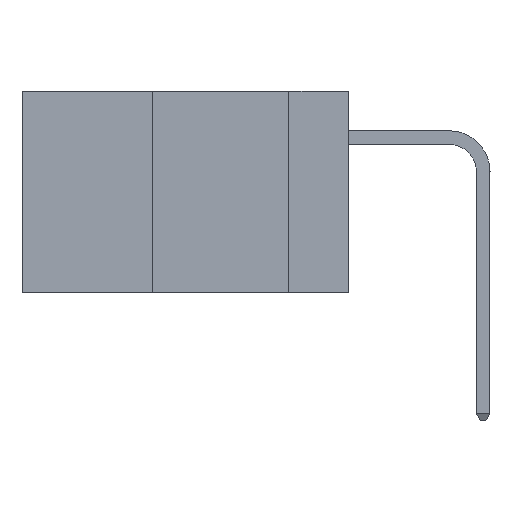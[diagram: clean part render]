
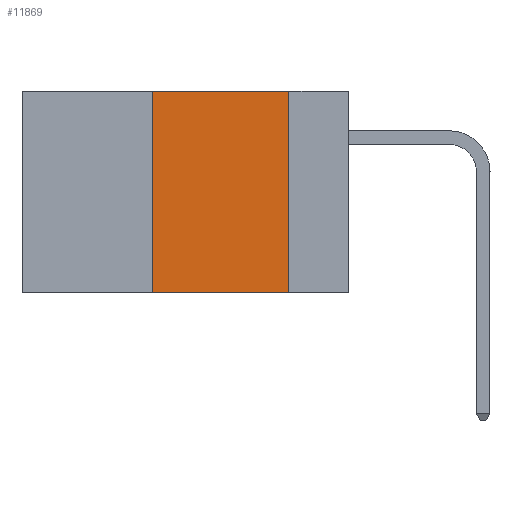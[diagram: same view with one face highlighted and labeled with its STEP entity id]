
A CAD part, left-side view. The second image highlights one B-rep face of the part: STEP entity #11869.
In plain terms, the highlighted planar face has unit normal (-1, 0, 0).
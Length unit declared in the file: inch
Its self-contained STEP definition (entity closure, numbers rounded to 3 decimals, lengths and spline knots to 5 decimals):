
#356 = LINE ( 'NONE', #15565, #7906 ) ;
#895 = VECTOR ( 'NONE', #17824, 39.37008 ) ;
#1980 = CARTESIAN_POINT ( 'NONE',  ( 0., 0.6, 0. ) ) ;
#2751 = ORIENTED_EDGE ( 'NONE', *, *, #35722, .T. ) ;
#3390 = LINE ( 'NONE', #28116, #27281 ) ;
#5867 = VERTEX_POINT ( 'NONE', #19101 ) ;
#6176 = CARTESIAN_POINT ( 'NONE',  ( 0., 0.36, 0. ) ) ;
#6569 = LINE ( 'NONE', #16722, #30317 ) ;
#6609 = FACE_OUTER_BOUND ( 'NONE', #22684, .T. ) ;
#7437 = DIRECTION ( 'NONE',  ( 0., 0., -1. ) ) ;
#7906 = VECTOR ( 'NONE', #18628, 39.37008 ) ;
#8070 = EDGE_CURVE ( 'NONE', #5867, #21909, #3390, .T. ) ;
#9597 = DIRECTION ( 'NONE',  ( 0., 0., 1. ) ) ;
#11695 = PLANE ( 'NONE',  #18787 ) ;
#11869 = ADVANCED_FACE ( 'NONE', ( #6609 ), #11695, .F. ) ;
#12274 = EDGE_CURVE ( 'NONE', #40167, #27060, #6569, .T. ) ;
#15565 = CARTESIAN_POINT ( 'NONE',  ( 0., 0.6, -0.37 ) ) ;
#15620 = ORIENTED_EDGE ( 'NONE', *, *, #12274, .F. ) ;
#16638 = CARTESIAN_POINT ( 'NONE',  ( 0., 0.11, -0.37 ) ) ;
#16722 = CARTESIAN_POINT ( 'NONE',  ( 0., 0.11, 0. ) ) ;
#17500 = ORIENTED_EDGE ( 'NONE', *, *, #8070, .F. ) ;
#17824 = DIRECTION ( 'NONE',  ( 0., -1., 0. ) ) ;
#17931 = DIRECTION ( 'NONE',  ( 1., 0., 0. ) ) ;
#18628 = DIRECTION ( 'NONE',  ( 0., -1., 0. ) ) ;
#18787 = AXIS2_PLACEMENT_3D ( 'NONE', #36337, #17931, #39354 ) ;
#19101 = CARTESIAN_POINT ( 'NONE',  ( 0., 0.36, -0.37 ) ) ;
#21909 = VERTEX_POINT ( 'NONE', #6176 ) ;
#22684 = EDGE_LOOP ( 'NONE', ( #15620, #32899, #17500, #2751 ) ) ;
#26082 = CARTESIAN_POINT ( 'NONE',  ( 0., 0.11, 0. ) ) ;
#27060 = VERTEX_POINT ( 'NONE', #16638 ) ;
#27281 = VECTOR ( 'NONE', #9597, 39.37008 ) ;
#28116 = CARTESIAN_POINT ( 'NONE',  ( 0., 0.36, 0. ) ) ;
#30317 = VECTOR ( 'NONE', #7437, 39.37008 ) ;
#32899 = ORIENTED_EDGE ( 'NONE', *, *, #33004, .F. ) ;
#33004 = EDGE_CURVE ( 'NONE', #21909, #40167, #34054, .T. ) ;
#34054 = LINE ( 'NONE', #1980, #895 ) ;
#35722 = EDGE_CURVE ( 'NONE', #5867, #27060, #356, .T. ) ;
#36337 = CARTESIAN_POINT ( 'NONE',  ( 0., 0.6, 0. ) ) ;
#39354 = DIRECTION ( 'NONE',  ( 0., 0., -1. ) ) ;
#40167 = VERTEX_POINT ( 'NONE', #26082 ) ;
